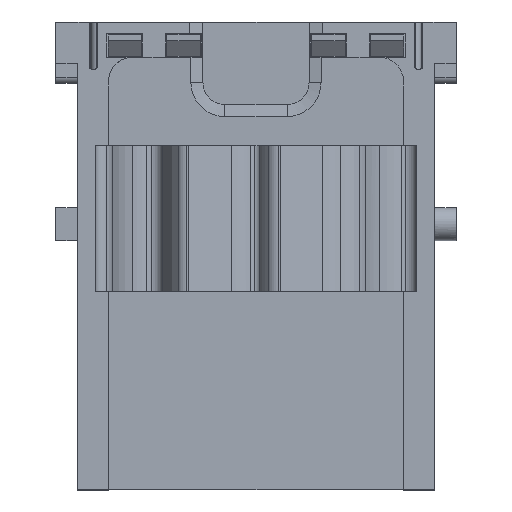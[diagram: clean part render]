
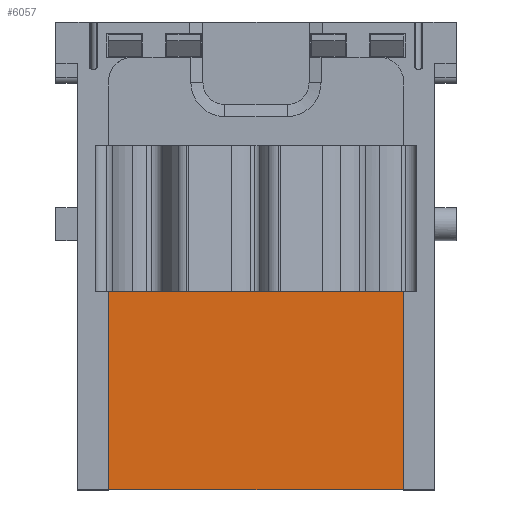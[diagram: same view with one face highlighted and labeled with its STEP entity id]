
A CAD part, left-side view. The second image highlights one B-rep face of the part: STEP entity #6057.
In plain terms, the highlighted planar face has unit normal (-1, 0, 0).
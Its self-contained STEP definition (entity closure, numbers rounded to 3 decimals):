
#6037=AXIS2_PLACEMENT_3D('Plane Axis2P3D',#6034,#6035,#6036) ;
#2674=CARTESIAN_POINT('Vertex',(0.02,4.5,0.)) ;
#2677=CARTESIAN_POINT('Line Origine',(0.02,17.,0.)) ;
#2681=CARTESIAN_POINT('Vertex',(0.02,29.5,0.)) ;
#6019=CARTESIAN_POINT('Vertex',(0.02,4.5,16.8)) ;
#6022=CARTESIAN_POINT('Line Origine',(0.02,4.5,8.4)) ;
#6034=CARTESIAN_POINT('Axis2P3D Location',(0.02,17.,36.05)) ;
#6039=CARTESIAN_POINT('Line Origine',(0.02,29.5,8.4)) ;
#6043=CARTESIAN_POINT('Vertex',(0.02,29.5,16.8)) ;
#6046=CARTESIAN_POINT('Line Origine',(0.02,17.,16.8)) ;
#2678=DIRECTION('Vector Direction',(0.,1.,0.)) ;
#6023=DIRECTION('Vector Direction',(0.,0.,1.)) ;
#6035=DIRECTION('Axis2P3D Direction',(-1.,-0.,-0.)) ;
#6036=DIRECTION('Axis2P3D XDirection',(0.,0.,-1.)) ;
#6040=DIRECTION('Vector Direction',(0.,0.,-1.)) ;
#6047=DIRECTION('Vector Direction',(0.,1.,0.)) ;
#2679=VECTOR('Line Direction',#2678,1.) ;
#6024=VECTOR('Line Direction',#6023,1.) ;
#6041=VECTOR('Line Direction',#6040,1.) ;
#6048=VECTOR('Line Direction',#6047,1.) ;
#6052=ORIENTED_EDGE('',*,*,#6045,.T.) ;
#6053=ORIENTED_EDGE('',*,*,#2683,.F.) ;
#6054=ORIENTED_EDGE('',*,*,#6026,.T.) ;
#6055=ORIENTED_EDGE('',*,*,#6050,.T.) ;
#6057=ADVANCED_FACE('Hauptkoerper.1.1',(#6056),#6038,.T.) ;
#2683=EDGE_CURVE('',#2675,#2682,#2680,.T.) ;
#6026=EDGE_CURVE('',#2675,#6020,#6025,.T.) ;
#6045=EDGE_CURVE('',#6044,#2682,#6042,.T.) ;
#6050=EDGE_CURVE('',#6020,#6044,#6049,.T.) ;
#6051=EDGE_LOOP('',(#6052,#6053,#6054,#6055)) ;
#6056=FACE_OUTER_BOUND('',#6051,.T.) ;
#2680=LINE('Line',#2677,#2679) ;
#6025=LINE('Line',#6022,#6024) ;
#6042=LINE('Line',#6039,#6041) ;
#6049=LINE('Line',#6046,#6048) ;
#6038=PLANE('',#6037) ;
#2675=VERTEX_POINT('',#2674) ;
#2682=VERTEX_POINT('',#2681) ;
#6020=VERTEX_POINT('',#6019) ;
#6044=VERTEX_POINT('',#6043) ;
